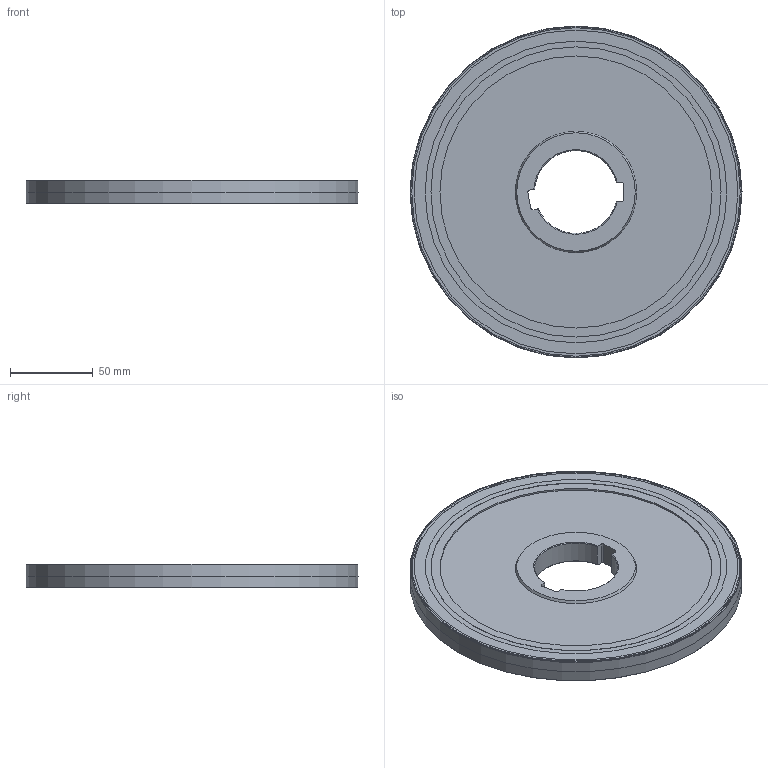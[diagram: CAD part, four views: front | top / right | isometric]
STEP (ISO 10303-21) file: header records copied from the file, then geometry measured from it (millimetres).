
FILE_DESCRIPTION(/* description */ (''),/* implementation_level */ '2;1');
FILE_NAME(/* name */ '200J18N_S90SN12N14_SIM.stp',/* time_stamp */ '2020-01-15T14:13:37+01:00',/* author */ (''),/* organization */ (''),/* preprocessor_version */ 'ST-DEVELOPER v16.7',/* originating_system */ 'SIEMENS PLM Software NX 12.0',/* authorisation */ '');
FILE_SCHEMA (('AUTOMOTIVE_DESIGN { 1 0 10303 214 3 1 1 1 }'));
Length unit declared in the file: millimetre
Products named in the file (1): pp071C50216D4zh2
Bounding box: 200.13 x 200.13 x 14 mm (x, y, z)
Volume: 437745.4 mm3; surface area: 99377.1 mm2
Topology: 2 solids, 2 shells, 62 faces, 133 edges, 77 vertices
Faces by surface type: revolution 22, cone 19, plane 12, cylinder 9
Full cylindrical faces by diameter (mm): 164 x2, 196.6 x1
Entity records: 1651 total; most frequent: CARTESIAN_POINT 395, DIRECTION 250, ORIENTED_EDGE 186, EDGE_LOOP 108, AXIS2_PLACEMENT_3D 102, EDGE_CURVE 93, FACE_BOUND 92, VERTEX_POINT 77
